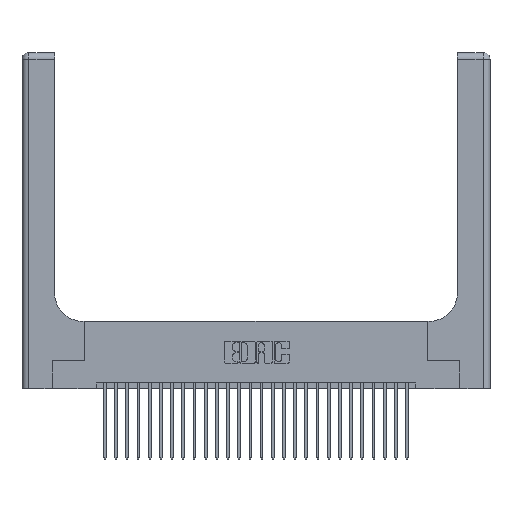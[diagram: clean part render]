
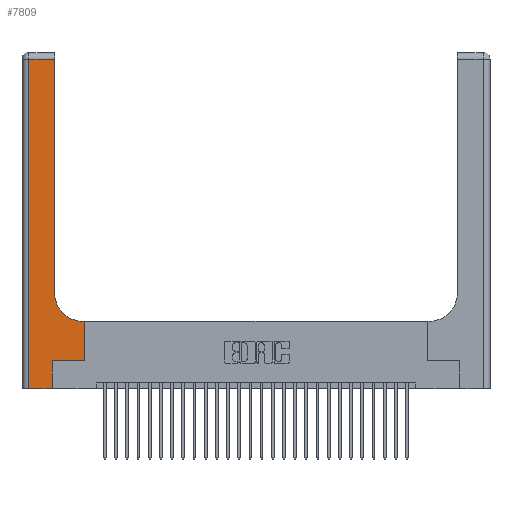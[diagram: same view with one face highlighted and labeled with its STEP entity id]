
A CAD part, top view. The second image highlights one B-rep face of the part: STEP entity #7809.
In plain terms, the highlighted planar face has unit normal (0, 0, 1).
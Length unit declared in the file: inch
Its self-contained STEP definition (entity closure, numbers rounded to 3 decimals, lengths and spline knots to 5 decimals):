
#595 = LINE ( 'NONE', #16892, #20298 ) ;
#740 = VECTOR ( 'NONE', #16471, 39.37008 ) ;
#2389 = LINE ( 'NONE', #28103, #10481 ) ;
#2415 = ORIENTED_EDGE ( 'NONE', *, *, #20344, .T. ) ;
#2803 = DIRECTION ( 'NONE',  ( -1., 0., 0. ) ) ;
#2821 = LINE ( 'NONE', #23362, #12657 ) ;
#2952 = CARTESIAN_POINT ( 'NONE',  ( 0.5415, 0.6, 0.37 ) ) ;
#3172 = CARTESIAN_POINT ( 'NONE',  ( 0.5585, 0.25, 0.37 ) ) ;
#3376 = VERTEX_POINT ( 'NONE', #14158 ) ;
#3982 = EDGE_CURVE ( 'NONE', #3376, #17782, #19341, .T. ) ;
#4202 = ORIENTED_EDGE ( 'NONE', *, *, #9445, .T. ) ;
#4229 = DIRECTION ( 'NONE',  ( 1., 0., 0. ) ) ;
#4414 = CARTESIAN_POINT ( 'NONE',  ( 0.269, 0., 0.37 ) ) ;
#4530 = EDGE_CURVE ( 'NONE', #8889, #6104, #24988, .T. ) ;
#4623 = EDGE_CURVE ( 'NONE', #20265, #26978, #2821, .T. ) ;
#5548 = CARTESIAN_POINT ( 'NONE',  ( 0.06, 3., 0.37 ) ) ;
#6104 = VERTEX_POINT ( 'NONE', #8491 ) ;
#7052 = CARTESIAN_POINT ( 'NONE',  ( 0., 2.94, 0.37 ) ) ;
#7261 = CIRCLE ( 'NONE', #20884, 0.25 ) ;
#7809 = ADVANCED_FACE ( 'NONE', ( #18760 ), #12128, .F. ) ;
#8491 = CARTESIAN_POINT ( 'NONE',  ( 0.06, 0., 0.37 ) ) ;
#8889 = VERTEX_POINT ( 'NONE', #13866 ) ;
#9445 = EDGE_CURVE ( 'NONE', #26978, #12591, #9892, .T. ) ;
#9682 = ORIENTED_EDGE ( 'NONE', *, *, #28243, .T. ) ;
#9824 = CARTESIAN_POINT ( 'NONE',  ( 0.269, 0.25, 0.37 ) ) ;
#9892 = LINE ( 'NONE', #14123, #740 ) ;
#9963 = CARTESIAN_POINT ( 'NONE',  ( 0., 3., 0.37 ) ) ;
#10355 = CARTESIAN_POINT ( 'NONE',  ( 0., 0., 0.37 ) ) ;
#10481 = VECTOR ( 'NONE', #14837, 39.37008 ) ;
#10687 = DIRECTION ( 'NONE',  ( 0., 1., 0. ) ) ;
#10934 = VECTOR ( 'NONE', #16984, 39.37008 ) ;
#11040 = ORIENTED_EDGE ( 'NONE', *, *, #3982, .T. ) ;
#11049 = VECTOR ( 'NONE', #19313, 39.37008 ) ;
#11327 = ORIENTED_EDGE ( 'NONE', *, *, #27379, .T. ) ;
#12128 = PLANE ( 'NONE',  #14915 ) ;
#12224 = DIRECTION ( 'NONE',  ( 0., 0., -1. ) ) ;
#12546 = DIRECTION ( 'NONE',  ( 1., 0., 0. ) ) ;
#12591 = VERTEX_POINT ( 'NONE', #2952 ) ;
#12615 = ORIENTED_EDGE ( 'NONE', *, *, #4530, .T. ) ;
#12627 = VECTOR ( 'NONE', #20079, 39.37008 ) ;
#12657 = VECTOR ( 'NONE', #10687, 39.37008 ) ;
#13286 = EDGE_CURVE ( 'NONE', #17816, #8889, #16831, .T. ) ;
#13377 = ORIENTED_EDGE ( 'NONE', *, *, #13286, .T. ) ;
#13538 = EDGE_CURVE ( 'NONE', #25528, #17816, #2389, .T. ) ;
#13553 = DIRECTION ( 'NONE',  ( -1., 0., 0. ) ) ;
#13866 = CARTESIAN_POINT ( 'NONE',  ( 0.06, 2.94, 0.37 ) ) ;
#14123 = CARTESIAN_POINT ( 'NONE',  ( 0.2915, 0.6, 0.37 ) ) ;
#14158 = CARTESIAN_POINT ( 'NONE',  ( 0.269, 0., 0.37 ) ) ;
#14837 = DIRECTION ( 'NONE',  ( 0., 1., 0. ) ) ;
#14915 = AXIS2_PLACEMENT_3D ( 'NONE', #9963, #12224, #2803 ) ;
#16471 = DIRECTION ( 'NONE',  ( -1., 0., 0. ) ) ;
#16831 = LINE ( 'NONE', #7052, #25573 ) ;
#16892 = CARTESIAN_POINT ( 'NONE',  ( 0.269, 0.25, 0.37 ) ) ;
#16984 = DIRECTION ( 'NONE',  ( 0., -1., 0. ) ) ;
#17380 = EDGE_LOOP ( 'NONE', ( #20982, #13377, #12615, #2415, #11040, #11327, #18087, #4202, #9682 ) ) ;
#17755 = LINE ( 'NONE', #10355, #11049 ) ;
#17782 = VERTEX_POINT ( 'NONE', #9824 ) ;
#17816 = VERTEX_POINT ( 'NONE', #23839 ) ;
#18087 = ORIENTED_EDGE ( 'NONE', *, *, #4623, .T. ) ;
#18584 = CARTESIAN_POINT ( 'NONE',  ( 0.5585, 0.6, 0.37 ) ) ;
#18760 = FACE_OUTER_BOUND ( 'NONE', #17380, .T. ) ;
#19313 = DIRECTION ( 'NONE',  ( 1., 0., 0. ) ) ;
#19341 = LINE ( 'NONE', #4414, #12627 ) ;
#20079 = DIRECTION ( 'NONE',  ( 0., 1., 0. ) ) ;
#20265 = VERTEX_POINT ( 'NONE', #3172 ) ;
#20298 = VECTOR ( 'NONE', #12546, 39.37008 ) ;
#20344 = EDGE_CURVE ( 'NONE', #6104, #3376, #17755, .T. ) ;
#20884 = AXIS2_PLACEMENT_3D ( 'NONE', #22340, #24671, #4229 ) ;
#20982 = ORIENTED_EDGE ( 'NONE', *, *, #13538, .T. ) ;
#22340 = CARTESIAN_POINT ( 'NONE',  ( 0.5415, 0.85, 0.37 ) ) ;
#23362 = CARTESIAN_POINT ( 'NONE',  ( 0.5585, 0.25, 0.37 ) ) ;
#23839 = CARTESIAN_POINT ( 'NONE',  ( 0.2915, 2.94, 0.37 ) ) ;
#24671 = DIRECTION ( 'NONE',  ( 0., 0., -1. ) ) ;
#24988 = LINE ( 'NONE', #5548, #10934 ) ;
#25528 = VERTEX_POINT ( 'NONE', #27033 ) ;
#25573 = VECTOR ( 'NONE', #13553, 39.37008 ) ;
#26978 = VERTEX_POINT ( 'NONE', #18584 ) ;
#27033 = CARTESIAN_POINT ( 'NONE',  ( 0.2915, 0.85, 0.37 ) ) ;
#27379 = EDGE_CURVE ( 'NONE', #17782, #20265, #595, .T. ) ;
#28103 = CARTESIAN_POINT ( 'NONE',  ( 0.2915, 3., 0.37 ) ) ;
#28243 = EDGE_CURVE ( 'NONE', #12591, #25528, #7261, .T. ) ;
